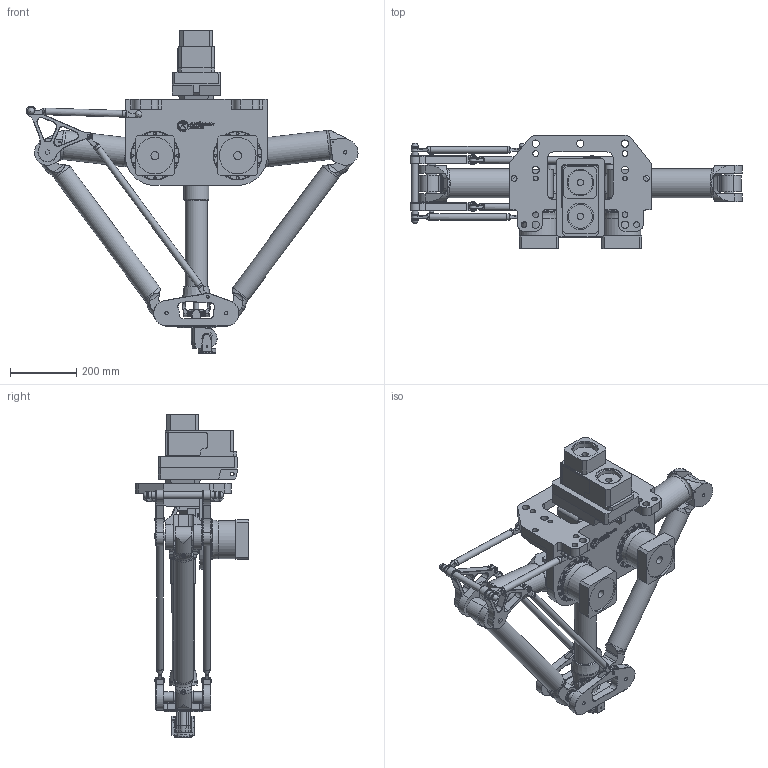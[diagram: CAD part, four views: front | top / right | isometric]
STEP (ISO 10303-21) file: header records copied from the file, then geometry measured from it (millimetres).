
FILE_DESCRIPTION(/* description */ (''),/* implementation_level */ '2;1');
FILE_NAME(/* name */ '3D-model_A_00917.stp',/* time_stamp */ '2022-06-17T10:31:09+02:00',/* author */ ('michael.schutter'),/* organization */ ('Majatronic'),/* preprocessor_version */ 'ST-DEVELOPER v16.5',/* originating_system */ 'Autodesk Inventor 2017',/* authorisation */ '');
FILE_SCHEMA (('AUTOMOTIVE_DESIGN { 1 0 10303 214 3 1 1 }'));
Length unit declared in the file: millimetre
Products named in the file (19): A_00917_DUMMY; MT_BGR00020896MT_BGR; MT_WST00065724MT_WST; MT_WST00055121MT_WST; MT_WST00065725MT_WST; MT_WST00065019MT_WST; MT_WST00065726MT_WST; MT_WST00060919MT_WST; MT_WST00064916MT_WST; MT_WST00060924MT_WST; MT_WST00060925MT_WST; MT_WST00060920MT_WST; MT_WST00060926MT_WST; MT_WST00065727MT_WST; MT_WST00065728MT_WST; MT_WST00065729MT_WST; MT_WST00101966 Dummy Achse 5; MT_WST00106842; MT_WST00101318
Assembly tree (23 placements, depth 3):
  A_00917_DUMMY
    MT_BGR00020896MT_BGR
      MT_WST00065724MT_WST
      MT_WST00055121MT_WST  x2
      MT_WST00065725MT_WST
      MT_WST00065019MT_WST
    MT_WST00065726MT_WST
    MT_WST00060919MT_WST
    MT_WST00064916MT_WST
    MT_WST00060924MT_WST  x2
    MT_WST00060925MT_WST
    MT_WST00060920MT_WST  x2
    MT_WST00060926MT_WST  x2
    MT_WST00065727MT_WST
    MT_WST00065728MT_WST
    MT_WST00065729MT_WST
    MT_WST00106842  x2
    MT_WST00101966 Dummy Achse 5
    MT_WST00101318
Bounding box: 1003.62 x 342 x 974.9 mm (x, y, z)
Volume: 26252455.3 mm3; surface area: 2241737.4 mm2
Topology: 25 solids, 26 shells, 3195 faces, 7543 edges, 4767 vertices
Faces by surface type: plane 1557, cylinder 938, cone 414, bspline 143, torus 123, sphere 20
Full cylindrical faces by diameter (mm): 2 x1, 4 x4, 4.134 x32, 4.917 x16, 5 x32, 6 x1, 7 x14, 8 x4, 8.2 x24, 8.5 x36, 10 x38, 10.106 x1, 11 x1, 12 x5, 13 x28, 15 x8, 15.4 x4, 16 x4, 17.294 x8, 18 x24, 19 x2, 19.8 x8, 20 x30, 22 x7, 24 x4, 25 x3, 27 x2, 28 x1, 30 x4, 32 x12
Entity records: 85576 total; most frequent: CARTESIAN_POINT 22979, DIRECTION 12777, ORIENTED_EDGE 11900, EDGE_CURVE 5949, AXIS2_PLACEMENT_3D 4703, VERTEX_POINT 4015, EDGE_LOOP 3550, LINE 3371
